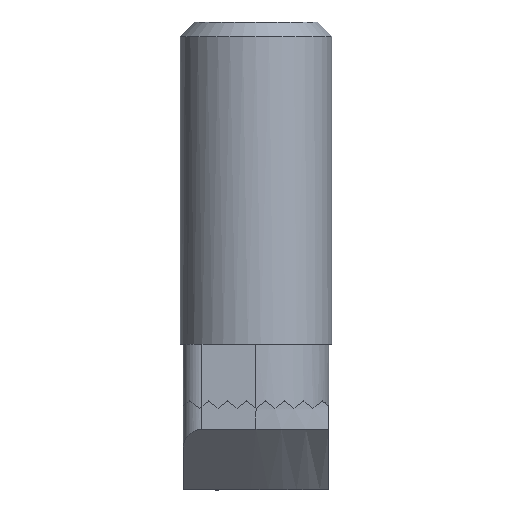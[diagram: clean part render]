
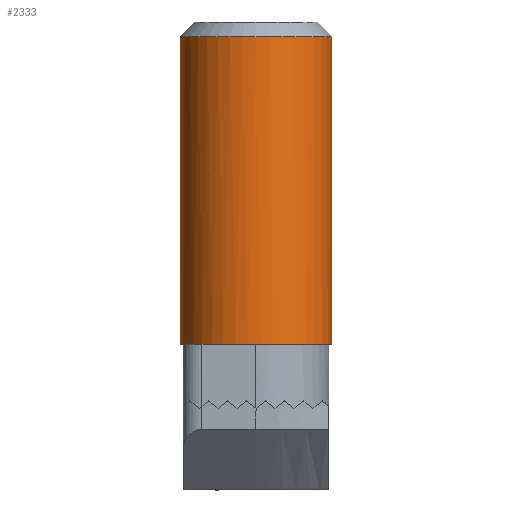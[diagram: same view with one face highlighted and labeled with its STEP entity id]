
A CAD part, front view. The second image highlights one B-rep face of the part: STEP entity #2333.
In plain terms, the highlighted cylindrical face has radius 4 mm (diameter 8 mm), a partial arc.
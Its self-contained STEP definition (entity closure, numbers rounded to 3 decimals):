
#87 = CYLINDRICAL_SURFACE ( 'NONE', #2023, 4. ) ;
#148 = EDGE_CURVE ( 'NONE', #1028, #271, #2637, .T. ) ;
#198 = CIRCLE ( 'NONE', #2075, 4. ) ;
#235 = DIRECTION ( 'NONE',  ( 0., 0., -1. ) ) ;
#271 = VERTEX_POINT ( 'NONE', #1736 ) ;
#336 = AXIS2_PLACEMENT_3D ( 'NONE', #461, #666, #869 ) ;
#354 = CARTESIAN_POINT ( 'NONE',  ( 0., 0., 3. ) ) ;
#396 = DIRECTION ( 'NONE',  ( 0., 0., -1. ) ) ;
#448 = ORIENTED_EDGE ( 'NONE', *, *, #1583, .T. ) ;
#451 = CARTESIAN_POINT ( 'NONE',  ( 0., 0., 19.233 ) ) ;
#458 = EDGE_CURVE ( 'NONE', #1030, #1911, #927, .T. ) ;
#461 = CARTESIAN_POINT ( 'NONE',  ( 0., 0., 3. ) ) ;
#483 = ORIENTED_EDGE ( 'NONE', *, *, #1079, .T. ) ;
#488 = CIRCLE ( 'NONE', #336, 4. ) ;
#600 = CARTESIAN_POINT ( 'NONE',  ( 4., 0., 19.233 ) ) ;
#631 = DIRECTION ( 'NONE',  ( 0., 0., 1. ) ) ;
#666 = DIRECTION ( 'NONE',  ( 0., 0., 1. ) ) ;
#669 = CARTESIAN_POINT ( 'NONE',  ( -4., 0., 19.233 ) ) ;
#766 = DIRECTION ( 'NONE',  ( -1., 0., 0. ) ) ;
#795 = CARTESIAN_POINT ( 'NONE',  ( 4., 0., 20. ) ) ;
#803 = FACE_OUTER_BOUND ( 'NONE', #1900, .T. ) ;
#869 = DIRECTION ( 'NONE',  ( -1., 0., 0. ) ) ;
#927 = CIRCLE ( 'NONE', #2658, 4. ) ;
#937 = CARTESIAN_POINT ( 'NONE',  ( -1.085, -3.85, 3. ) ) ;
#955 = ORIENTED_EDGE ( 'NONE', *, *, #148, .F. ) ;
#1028 = VERTEX_POINT ( 'NONE', #600 ) ;
#1030 = VERTEX_POINT ( 'NONE', #1652 ) ;
#1079 = EDGE_CURVE ( 'NONE', #1028, #2290, #198, .T. ) ;
#1177 = DIRECTION ( 'NONE',  ( 0., 0., -1. ) ) ;
#1251 = CARTESIAN_POINT ( 'NONE',  ( 0., 0., 3. ) ) ;
#1583 = EDGE_CURVE ( 'NONE', #2320, #271, #1859, .T. ) ;
#1639 = EDGE_CURVE ( 'NONE', #2290, #1030, #2661, .T. ) ;
#1649 = DIRECTION ( 'NONE',  ( -1., 0., 0. ) ) ;
#1652 = CARTESIAN_POINT ( 'NONE',  ( -4., 0., 3. ) ) ;
#1656 = CARTESIAN_POINT ( 'NONE',  ( -4., 0., 20. ) ) ;
#1683 = DIRECTION ( 'NONE',  ( -1., 0., 0. ) ) ;
#1736 = CARTESIAN_POINT ( 'NONE',  ( 4., 0., 3. ) ) ;
#1766 = EDGE_CURVE ( 'NONE', #1911, #2320, #488, .T. ) ;
#1814 = CARTESIAN_POINT ( 'NONE',  ( -3.85, -1.085, 3. ) ) ;
#1819 = CARTESIAN_POINT ( 'NONE',  ( 0., 0., 20. ) ) ;
#1824 = DIRECTION ( 'NONE',  ( 0., 0., -1. ) ) ;
#1859 = CIRCLE ( 'NONE', #2615, 4. ) ;
#1900 = EDGE_LOOP ( 'NONE', ( #955, #483, #2588, #2119, #2684, #448 ) ) ;
#1911 = VERTEX_POINT ( 'NONE', #1814 ) ;
#2021 = VECTOR ( 'NONE', #396, 1000. ) ;
#2023 = AXIS2_PLACEMENT_3D ( 'NONE', #1819, #1177, #766 ) ;
#2044 = DIRECTION ( 'NONE',  ( 0., 0., 1. ) ) ;
#2075 = AXIS2_PLACEMENT_3D ( 'NONE', #451, #235, #1683 ) ;
#2119 = ORIENTED_EDGE ( 'NONE', *, *, #458, .T. ) ;
#2290 = VERTEX_POINT ( 'NONE', #669 ) ;
#2320 = VERTEX_POINT ( 'NONE', #937 ) ;
#2333 = ADVANCED_FACE ( 'NONE', ( #803 ), #87, .T. ) ;
#2588 = ORIENTED_EDGE ( 'NONE', *, *, #1639, .T. ) ;
#2609 = VECTOR ( 'NONE', #1824, 1000. ) ;
#2615 = AXIS2_PLACEMENT_3D ( 'NONE', #354, #2044, #2692 ) ;
#2637 = LINE ( 'NONE', #795, #2609 ) ;
#2658 = AXIS2_PLACEMENT_3D ( 'NONE', #1251, #631, #1649 ) ;
#2661 = LINE ( 'NONE', #1656, #2021 ) ;
#2684 = ORIENTED_EDGE ( 'NONE', *, *, #1766, .T. ) ;
#2692 = DIRECTION ( 'NONE',  ( -1., 0., 0. ) ) ;
